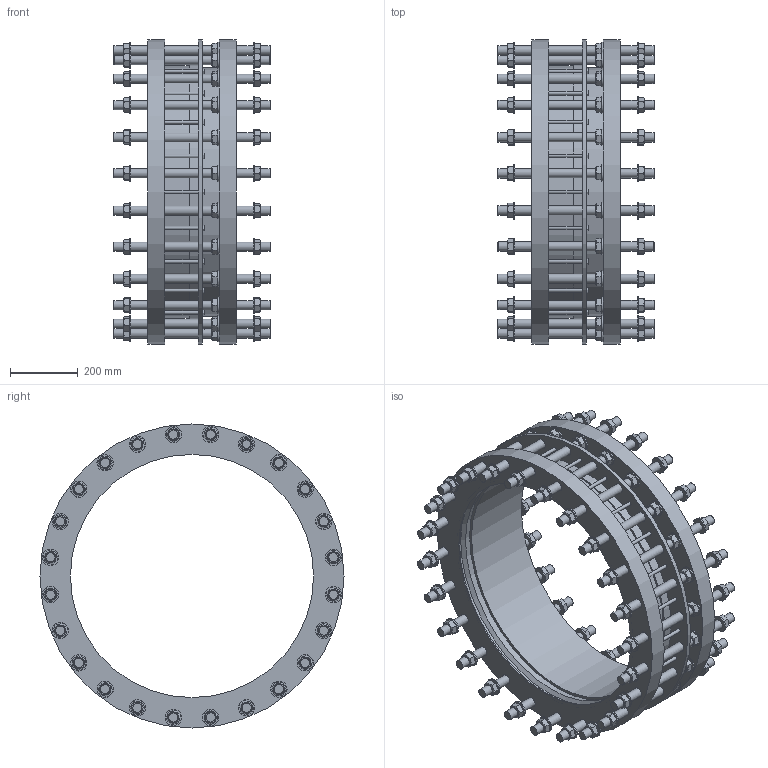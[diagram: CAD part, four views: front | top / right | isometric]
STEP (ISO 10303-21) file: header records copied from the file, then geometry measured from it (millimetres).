
FILE_DESCRIPTION(/* description */ (''),/* implementation_level */ '2;1');
FILE_NAME(/* name */ 'MONTERINGSBOX VM 3188-700 DN.stp',/* time_stamp */ '2020-02-26T13:06:52+06:00',/* author */ ('rahul_marsute'),/* organization */ (''),/* preprocessor_version */ 'ST-DEVELOPER v18',/* originating_system */ 'Autodesk Inventor 2020',/* authorisation */ '');
FILE_SCHEMA (('AUTOMOTIVE_DESIGN { 1 0 10303 214 3 1 1 }'));
Length unit declared in the file: millimetre
Products named in the file (1): ERHARD BUTTERFLY VALVE DN800 PN10-L-450MM
Bounding box: 460 x 895 x 895 mm (x, y, z)
Volume: 34631233.7 mm3; surface area: 4145872.5 mm2
Topology: 1 solids, 1 shells, 1416 faces, 3516 edges, 2446 vertices
Faces by surface type: plane 922, cylinder 322, cone 172
Full cylindrical faces by diameter (mm): 10 x24, 12 x24, 20 x24, 27 x96, 30 x72, 48 x72, 716 x2, 732 x2, 736 x1, 744 x1, 756 x1, 895 x3
Entity records: 42147 total; most frequent: CARTESIAN_POINT 9395, ORIENTED_EDGE 7032, DIRECTION 6636, EDGE_CURVE 3516, AXIS2_PLACEMENT_3D 2711, VERTEX_POINT 2446, EDGE_LOOP 1906, FACE_OUTER_BOUND 1416
